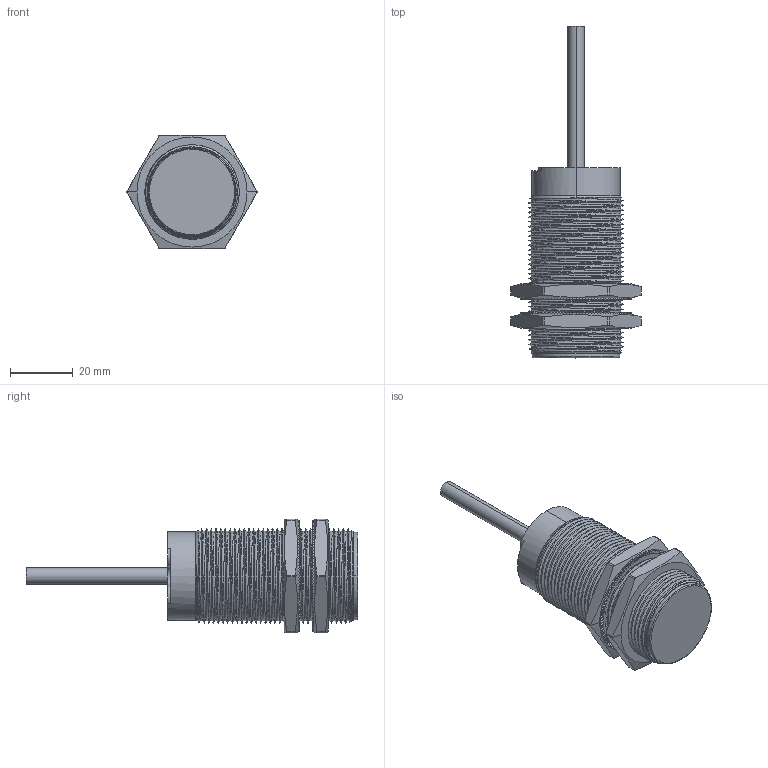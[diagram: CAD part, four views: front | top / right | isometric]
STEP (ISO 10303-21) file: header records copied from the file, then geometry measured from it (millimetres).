
FILE_DESCRIPTION (( 'STEP AP214' ), '1' );
FILE_NAME ('M30-TB40齐平出线（P11-009（10）图1，总长60.5mm）.STEP', '2024-11-04T08:33:52', ( '' ), ( '' ), 'SwSTEP 2.0', 'SolidWorks 2023', '' );
FILE_SCHEMA (( 'AUTOMOTIVE_DESIGN' ));
Length unit declared in the file: millimetre
Products named in the file (4): G30-3.stp; M30-TB40齐平出线（P11-009（10）图1，总长60.5mm）.stp; M30-TB40齐平出线（P11-009（10）图1，总长60.5mm）; TM30X60-Q01010141A0.stp
Assembly tree (4 placements, depth 3):
  M30-TB40齐平出线（P11-009（10）图1，总长60.5mm）
    M30-TB40齐平出线（P11-009（10）图1，总长60.5mm）.stp
      TM30X60-Q01010141A0.stp
      G30-3.stp  x2
Bounding box: 41.41 x 105.5 x 36 mm (x, y, z)
Volume: 44388.6 mm3; surface area: 15258.3 mm2
Topology: 4 solids, 4 shells, 826 faces, 2428 edges, 1613 vertices
Faces by surface type: plane 684, cylinder 103, bspline 22, cone 13, torus 4
Entity records: 34615 total; most frequent: CARTESIAN_POINT 23117, ORIENTED_EDGE 2748, DIRECTION 1907, EDGE_CURVE 1374, VERTEX_POINT 911, AXIS2_PLACEMENT_3D 736, B_SPLINE_CURVE_WITH_KNOTS 661, EDGE_LOOP 477
